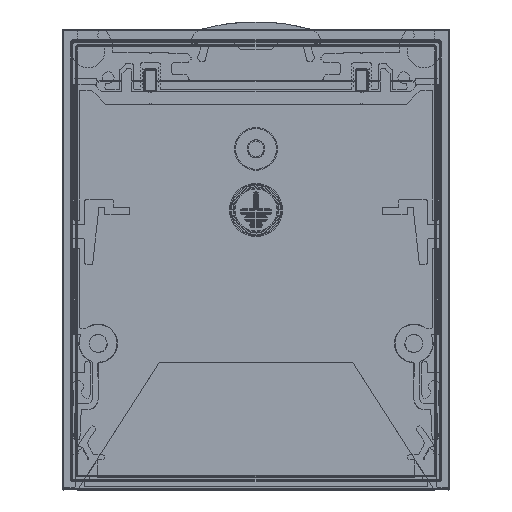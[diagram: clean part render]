
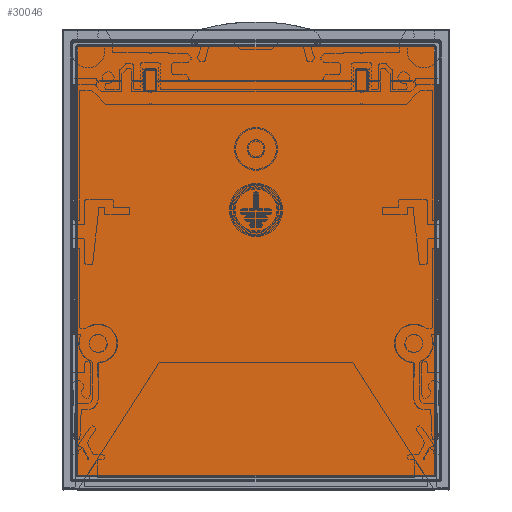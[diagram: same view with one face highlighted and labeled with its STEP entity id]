
A CAD part, front view. The second image highlights one B-rep face of the part: STEP entity #30046.
In plain terms, the highlighted planar face has unit normal (0, -1, 0).
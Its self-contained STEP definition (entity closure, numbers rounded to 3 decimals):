
#2600=CIRCLE('',#32587,0.001);
#2601=CIRCLE('',#32588,0.001);
#2602=CIRCLE('',#32589,0.001);
#2603=CIRCLE('',#32590,0.001);
#4295=FACE_OUTER_BOUND('',#6132,.T.);
#6132=EDGE_LOOP('',(#22603,#22604,#22605,#22606,#22607,#22608,#22609,#22610));
#8439=LINE('',#50569,#10772);
#8440=LINE('',#50573,#10773);
#8441=LINE('',#50577,#10774);
#8442=LINE('',#50581,#10775);
#10772=VECTOR('',#38668,10.);
#10773=VECTOR('',#38671,10.);
#10774=VECTOR('',#38674,10.);
#10775=VECTOR('',#38677,10.);
#13293=VERTEX_POINT('',#50567);
#13294=VERTEX_POINT('',#50568);
#13295=VERTEX_POINT('',#50570);
#13296=VERTEX_POINT('',#50572);
#13297=VERTEX_POINT('',#50574);
#13298=VERTEX_POINT('',#50576);
#13299=VERTEX_POINT('',#50578);
#13300=VERTEX_POINT('',#50580);
#16820=EDGE_CURVE('',#13293,#13294,#8439,.T.);
#16821=EDGE_CURVE('',#13295,#13293,#2600,.T.);
#16822=EDGE_CURVE('',#13296,#13295,#8440,.T.);
#16823=EDGE_CURVE('',#13297,#13296,#2601,.T.);
#16824=EDGE_CURVE('',#13298,#13297,#8441,.T.);
#16825=EDGE_CURVE('',#13298,#13299,#2602,.T.);
#16826=EDGE_CURVE('',#13299,#13300,#8442,.T.);
#16827=EDGE_CURVE('',#13300,#13294,#2603,.T.);
#22603=ORIENTED_EDGE('',*,*,#16820,.F.);
#22604=ORIENTED_EDGE('',*,*,#16821,.F.);
#22605=ORIENTED_EDGE('',*,*,#16822,.F.);
#22606=ORIENTED_EDGE('',*,*,#16823,.F.);
#22607=ORIENTED_EDGE('',*,*,#16824,.F.);
#22608=ORIENTED_EDGE('',*,*,#16825,.T.);
#22609=ORIENTED_EDGE('',*,*,#16826,.T.);
#22610=ORIENTED_EDGE('',*,*,#16827,.T.);
#29060=PLANE('',#32586);
#30046=ADVANCED_FACE('',(#4295),#29060,.F.);
#32586=AXIS2_PLACEMENT_3D('',#50566,#38666,#38667);
#32587=AXIS2_PLACEMENT_3D('',#50571,#38669,#38670);
#32588=AXIS2_PLACEMENT_3D('',#50575,#38672,#38673);
#32589=AXIS2_PLACEMENT_3D('',#50579,#38675,#38676);
#32590=AXIS2_PLACEMENT_3D('',#50582,#38678,#38679);
#38666=DIRECTION('center_axis',(0.,1.,0.));
#38667=DIRECTION('ref_axis',(1.,0.,0.));
#38668=DIRECTION('',(1.,0.,0.));
#38669=DIRECTION('center_axis',(0.,1.,0.));
#38670=DIRECTION('ref_axis',(-0.707,0.,0.707));
#38671=DIRECTION('',(0.,0.,1.));
#38672=DIRECTION('center_axis',(0.,1.,0.));
#38673=DIRECTION('ref_axis',(-0.707,0.,-0.707));
#38674=DIRECTION('',(-1.,0.,0.));
#38675=DIRECTION('center_axis',(0.,-1.,0.));
#38676=DIRECTION('ref_axis',(0.707,0.,-0.707));
#38677=DIRECTION('',(0.,0.,1.));
#38678=DIRECTION('center_axis',(0.,-1.,0.));
#38679=DIRECTION('ref_axis',(0.707,0.,0.707));
#50566=CARTESIAN_POINT('Origin',(0.,-705.5,-35.5));
#50567=CARTESIAN_POINT('',(-35.007,-705.5,6.508));
#50568=CARTESIAN_POINT('',(35.007,-705.5,6.508));
#50569=CARTESIAN_POINT('',(17.6,-705.5,6.508));
#50570=CARTESIAN_POINT('',(-35.008,-705.5,6.507));
#50571=CARTESIAN_POINT('Origin',(-35.007,-705.5,6.507));
#50572=CARTESIAN_POINT('',(-35.008,-705.5,-77.507));
#50573=CARTESIAN_POINT('',(-35.008,-705.5,-14.4));
#50574=CARTESIAN_POINT('',(-35.007,-705.5,-77.508));
#50575=CARTESIAN_POINT('Origin',(-35.007,-705.5,-77.507));
#50576=CARTESIAN_POINT('',(35.007,-705.5,-77.508));
#50577=CARTESIAN_POINT('',(-17.6,-705.5,-77.508));
#50578=CARTESIAN_POINT('',(35.008,-705.5,-77.507));
#50579=CARTESIAN_POINT('Origin',(35.007,-705.5,-77.507));
#50580=CARTESIAN_POINT('',(35.008,-705.5,6.507));
#50581=CARTESIAN_POINT('',(35.008,-705.5,-14.4));
#50582=CARTESIAN_POINT('Origin',(35.007,-705.5,6.507));
